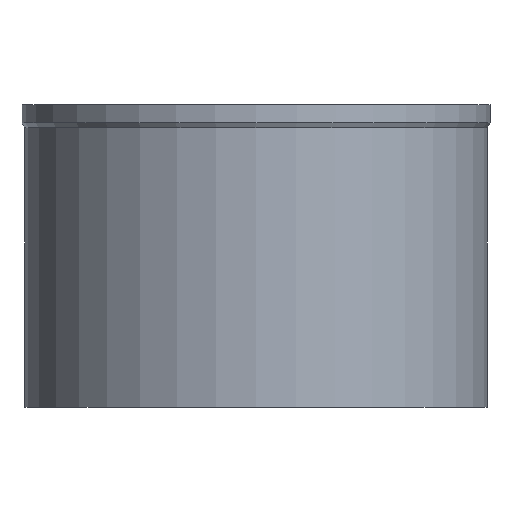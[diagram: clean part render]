
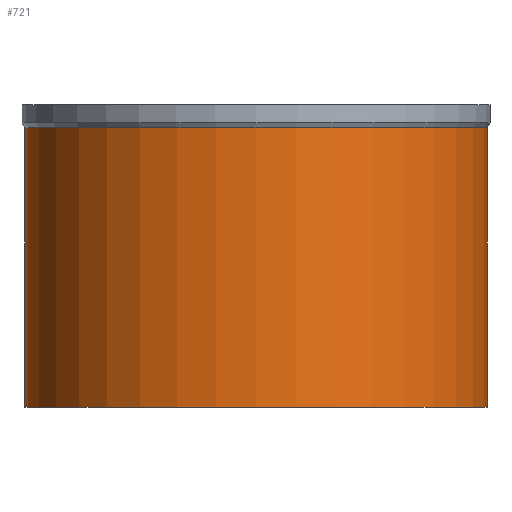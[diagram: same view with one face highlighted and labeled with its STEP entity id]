
A CAD part, left-side view. The second image highlights one B-rep face of the part: STEP entity #721.
In plain terms, the highlighted cylindrical face has radius 21 mm (diameter 42 mm), a partial arc.
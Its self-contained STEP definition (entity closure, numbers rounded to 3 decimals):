
#254=CARTESIAN_POINT('',(0.,0.,-27.5));
#255=DIRECTION('',(0.,0.,1.));
#256=DIRECTION('',(0.,1.,0.));
#257=AXIS2_PLACEMENT_3D('',#254,#255,#256);
#278=DIRECTION('',(0.,0.,-1.));
#279=VECTOR('',#278,25.4);
#280=CARTESIAN_POINT('',(0.,21.,-2.1));
#281=LINE('',#280,#279);
#285=DIRECTION('',(0.,0.,-1.));
#286=VECTOR('',#285,25.4);
#287=CARTESIAN_POINT('',(0.,-21.,-2.1));
#288=LINE('',#287,#286);
#307=CARTESIAN_POINT('',(0.,0.,-2.1));
#308=DIRECTION('',(0.,0.,-1.));
#309=DIRECTION('',(0.,-1.,0.));
#310=AXIS2_PLACEMENT_3D('',#307,#308,#309);
#428=CARTESIAN_POINT('',(0.,-21.,-27.5));
#429=CARTESIAN_POINT('',(0.,21.,-27.5));
#430=VERTEX_POINT('',#428);
#431=VERTEX_POINT('',#429);
#432=CARTESIAN_POINT('',(0.,21.,-2.1));
#433=VERTEX_POINT('',#432);
#434=CARTESIAN_POINT('',(0.,-21.,-2.1));
#435=VERTEX_POINT('',#434);
#709=CARTESIAN_POINT('',(0.,0.,1.375));
#710=DIRECTION('',(0.,0.,-1.));
#711=DIRECTION('',(0.,-1.,0.));
#712=AXIS2_PLACEMENT_3D('',#709,#710,#711);
#713=CYLINDRICAL_SURFACE('',#712,21.);
#714=ORIENTED_EDGE('',*,*,#699,.F.);
#716=ORIENTED_EDGE('',*,*,#715,.F.);
#717=ORIENTED_EDGE('',*,*,#702,.T.);
#718=ORIENTED_EDGE('',*,*,#685,.F.);
#719=EDGE_LOOP('',(#714,#716,#717,#718));
#720=FACE_OUTER_BOUND('',#719,.F.);
#258=CIRCLE('',#257,21.);
#311=CIRCLE('',#310,21.);
#685=EDGE_CURVE('',#431,#430,#258,.T.);
#699=EDGE_CURVE('',#433,#431,#281,.T.);
#702=EDGE_CURVE('',#435,#430,#288,.T.);
#715=EDGE_CURVE('',#435,#433,#311,.T.);
#721=ADVANCED_FACE('',(#720),#713,.T.);
